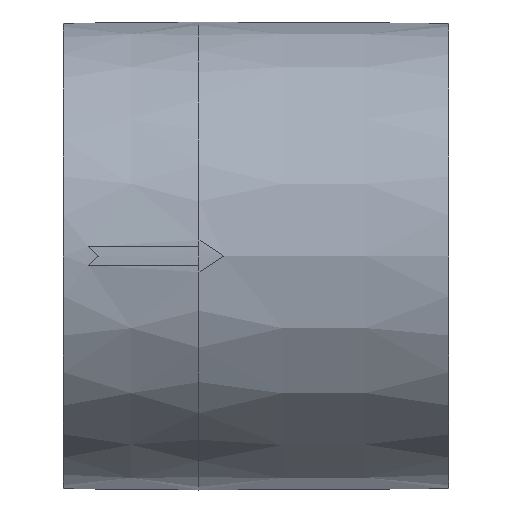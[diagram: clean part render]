
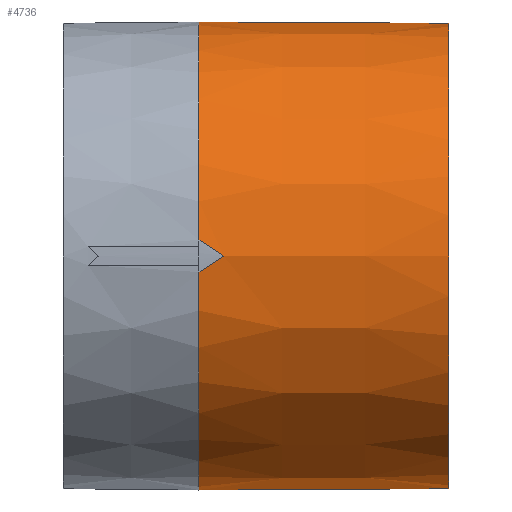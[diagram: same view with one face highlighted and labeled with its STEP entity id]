
A CAD part, left-side view. The second image highlights one B-rep face of the part: STEP entity #4736.
In plain terms, the highlighted conical face has half-angle 0.3 degrees and reference radius 75.924 mm.
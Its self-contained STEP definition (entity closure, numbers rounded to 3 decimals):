
#29 = EDGE_CURVE ( 'NONE', #5886, #5146, #4383, .T. ) ;
#124 = LINE ( 'NONE', #1080, #2732 ) ;
#148 = EDGE_CURVE ( 'NONE', #2888, #4511, #6296, .T. ) ;
#206 = VERTEX_POINT ( 'NONE', #4384 ) ;
#310 = EDGE_CURVE ( 'NONE', #5886, #206, #719, .T. ) ;
#330 = CARTESIAN_POINT ( 'NONE',  ( -75.882, -8., 0. ) ) ;
#441 = CARTESIAN_POINT ( 'NONE',  ( 0., 0., -75.924 ) ) ;
#469 = AXIS2_PLACEMENT_3D ( 'NONE', #2254, #3754, #1779 ) ;
#510 = CARTESIAN_POINT ( 'NONE',  ( 0., 0., 0. ) ) ;
#719 =( BOUNDED_CURVE ( )  B_SPLINE_CURVE ( 3, ( #2417, #4875, #935, #3436 ),
 .UNSPECIFIED., .F., .F. ) 
 B_SPLINE_CURVE_WITH_KNOTS ( ( 4, 4 ),
 ( 1.51, 1.579 ),
 .UNSPECIFIED. ) 
 CURVE ( )  GEOMETRIC_REPRESENTATION_ITEM ( )  RATIONAL_B_SPLINE_CURVE ( ( 1., 1., 1., 1. ) ) 
 REPRESENTATION_ITEM ( '' )  );
#887 = DIRECTION ( 'NONE',  ( 0., 0., -1. ) ) ;
#889 = EDGE_CURVE ( 'NONE', #206, #4511, #4250, .T. ) ;
#891 = DIRECTION ( 'NONE',  ( 0., 0., -1. ) ) ;
#935 = CARTESIAN_POINT ( 'NONE',  ( -75.896, -5.331, -1.735 ) ) ;
#1080 = CARTESIAN_POINT ( 'NONE',  ( 0., 0., -75.924 ) ) ;
#1374 = CARTESIAN_POINT ( 'NONE',  ( 0., 0., 75.924 ) ) ;
#1683 = CARTESIAN_POINT ( 'NONE',  ( 0., 0., 75.924 ) ) ;
#1779 = DIRECTION ( 'NONE',  ( 0., 0., 1. ) ) ;
#1994 = ORIENTED_EDGE ( 'NONE', *, *, #889, .F. ) ;
#2091 = DIRECTION ( 'NONE',  ( 0., 1., -0.005 ) ) ;
#2094 = ORIENTED_EDGE ( 'NONE', *, *, #148, .T. ) ;
#2179 = CARTESIAN_POINT ( 'NONE',  ( -75.746, 0., -5.2 ) ) ;
#2232 = CARTESIAN_POINT ( 'NONE',  ( -75.746, 0., 5.2 ) ) ;
#2254 = CARTESIAN_POINT ( 'NONE',  ( 0., 0., 0. ) ) ;
#2350 = CARTESIAN_POINT ( 'NONE',  ( 0., -81., 75.5 ) ) ;
#2417 = CARTESIAN_POINT ( 'NONE',  ( -75.746, 0., -5.2 ) ) ;
#2542 = VECTOR ( 'NONE', #4587, 1000. ) ;
#2676 = CARTESIAN_POINT ( 'NONE',  ( -75.851, -2.664, 3.469 ) ) ;
#2732 = VECTOR ( 'NONE', #2091, 1000. ) ;
#2755 = AXIS2_PLACEMENT_3D ( 'NONE', #510, #5784, #2892 ) ;
#2811 = EDGE_LOOP ( 'NONE', ( #5244, #5015, #2884, #2094, #1994, #3230, #6152 ) ) ;
#2884 = ORIENTED_EDGE ( 'NONE', *, *, #6141, .T. ) ;
#2888 = VERTEX_POINT ( 'NONE', #1374 ) ;
#2892 = DIRECTION ( 'NONE',  ( 0., 0., -1. ) ) ;
#3061 = CIRCLE ( 'NONE', #4375, 75.5 ) ;
#3093 = EDGE_CURVE ( 'NONE', #3170, #5146, #124, .T. ) ;
#3170 = VERTEX_POINT ( 'NONE', #4963 ) ;
#3230 = ORIENTED_EDGE ( 'NONE', *, *, #310, .F. ) ;
#3436 = CARTESIAN_POINT ( 'NONE',  ( -75.882, -8., 0. ) ) ;
#3659 = CARTESIAN_POINT ( 'NONE',  ( -75.746, 0., 5.2 ) ) ;
#3754 = DIRECTION ( 'NONE',  ( 0., 1., 0. ) ) ;
#4197 = FACE_OUTER_BOUND ( 'NONE', #2811, .T. ) ;
#4250 =( BOUNDED_CURVE ( )  B_SPLINE_CURVE ( 3, ( #330, #4621, #2676, #2232 ),
 .UNSPECIFIED., .F., .F. ) 
 B_SPLINE_CURVE_WITH_KNOTS ( ( 4, 4 ),
 ( 4.704, 4.773 ),
 .UNSPECIFIED. ) 
 CURVE ( )  GEOMETRIC_REPRESENTATION_ITEM ( )  RATIONAL_B_SPLINE_CURVE ( ( 1., 1., 1., 1. ) ) 
 REPRESENTATION_ITEM ( '' )  );
#4348 = DIRECTION ( 'NONE',  ( 0., -1., 0. ) ) ;
#4375 = AXIS2_PLACEMENT_3D ( 'NONE', #6233, #5222, #891 ) ;
#4383 = CIRCLE ( 'NONE', #2755, 75.924 ) ;
#4384 = CARTESIAN_POINT ( 'NONE',  ( -75.882, -8., 0. ) ) ;
#4511 = VERTEX_POINT ( 'NONE', #3659 ) ;
#4585 = VERTEX_POINT ( 'NONE', #2350 ) ;
#4587 = DIRECTION ( 'NONE',  ( 0., 1., 0.005 ) ) ;
#4621 = CARTESIAN_POINT ( 'NONE',  ( -75.896, -5.331, 1.735 ) ) ;
#4736 = ADVANCED_FACE ( 'NONE', ( #4197 ), #6251, .T. ) ;
#4807 = CARTESIAN_POINT ( 'NONE',  ( 0., 0., 0. ) ) ;
#4875 = CARTESIAN_POINT ( 'NONE',  ( -75.851, -2.664, -3.469 ) ) ;
#4892 = LINE ( 'NONE', #1683, #2542 ) ;
#4963 = CARTESIAN_POINT ( 'NONE',  ( 0., -81., -75.5 ) ) ;
#5015 = ORIENTED_EDGE ( 'NONE', *, *, #5481, .F. ) ;
#5146 = VERTEX_POINT ( 'NONE', #441 ) ;
#5222 = DIRECTION ( 'NONE',  ( 0., -1., 0. ) ) ;
#5244 = ORIENTED_EDGE ( 'NONE', *, *, #3093, .F. ) ;
#5481 = EDGE_CURVE ( 'NONE', #4585, #3170, #3061, .T. ) ;
#5784 = DIRECTION ( 'NONE',  ( 0., -1., 0. ) ) ;
#5789 = AXIS2_PLACEMENT_3D ( 'NONE', #4807, #4348, #887 ) ;
#5886 = VERTEX_POINT ( 'NONE', #2179 ) ;
#6141 = EDGE_CURVE ( 'NONE', #4585, #2888, #4892, .T. ) ;
#6152 = ORIENTED_EDGE ( 'NONE', *, *, #29, .T. ) ;
#6233 = CARTESIAN_POINT ( 'NONE',  ( 0., -81., 0. ) ) ;
#6251 = CONICAL_SURFACE ( 'NONE', #469, 75.924, 0.005 ) ;
#6296 = CIRCLE ( 'NONE', #5789, 75.924 ) ;
